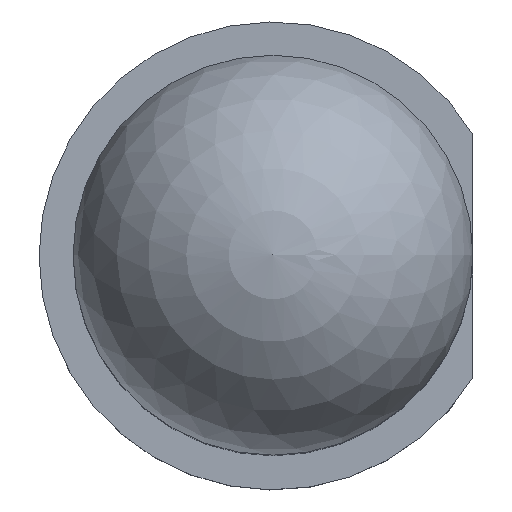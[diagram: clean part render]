
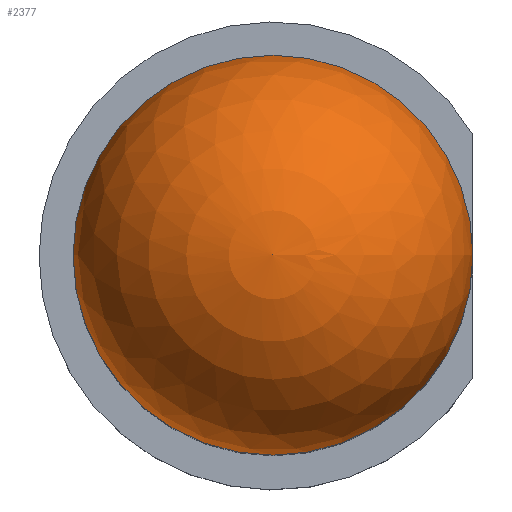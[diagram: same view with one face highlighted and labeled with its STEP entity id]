
A CAD part, top view. The second image highlights one B-rep face of the part: STEP entity #2377.
In plain terms, the highlighted spherical face has radius 2.5 mm.
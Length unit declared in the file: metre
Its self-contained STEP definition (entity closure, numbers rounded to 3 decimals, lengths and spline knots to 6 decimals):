
#47=SPHERICAL_SURFACE('',#2594,0.0025);
#141=CIRCLE('',#2593,0.0025);
#495=ORIENTED_EDGE('',*,*,#1033,.F.);
#1033=EDGE_CURVE('',#1322,#1322,#141,.T.);
#1322=VERTEX_POINT('',#3573);
#2007=EDGE_LOOP('',(#495));
#2150=FACE_BOUND('',#2007,.T.);
#2377=ADVANCED_FACE('',(#2150),#47,.T.);
#2593=AXIS2_PLACEMENT_3D('',#3572,#2951,#2952);
#2594=AXIS2_PLACEMENT_3D('',#3574,#2953,#2954);
#2951=DIRECTION('',(0.,-1.,0.));
#2952=DIRECTION('',(1.,0.,0.));
#2953=DIRECTION('',(0.,-1.,0.));
#2954=DIRECTION('',(1.,0.,0.));
#3572=CARTESIAN_POINT('',(0.,0.00615,0.));
#3573=CARTESIAN_POINT('',(0.0025,0.00615,0.));
#3574=CARTESIAN_POINT('',(0.,0.00615,0.));
